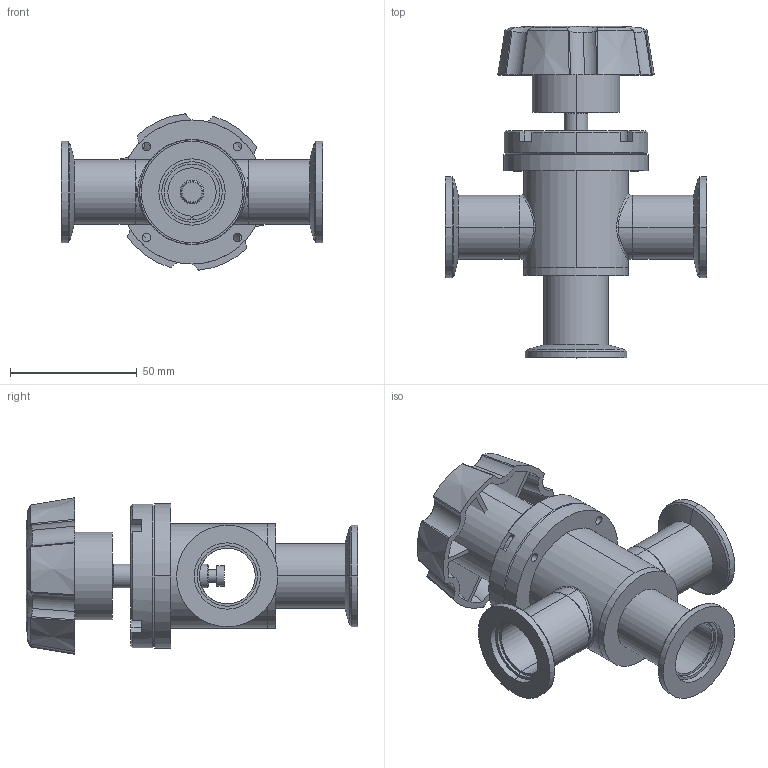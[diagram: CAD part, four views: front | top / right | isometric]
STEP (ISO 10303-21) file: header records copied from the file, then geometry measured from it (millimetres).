
FILE_DESCRIPTION (( 'STEP AP214' ), '1' );
FILE_NAME ('T-1000-H-NW25_TEE_VALVE_MANUAL.STEP', '2020-04-29T04:35:41', ( 'admin' ), ( 'Microsoft' ), 'SwSTEP 2.0', 'SolidWorks 2016', '' );
FILE_SCHEMA (( 'AUTOMOTIVE_DESIGN' ));
Length unit declared in the file: inch
Products named in the file (1): T-1000-H-NW25_TEE_VALVE_MANUAL
Bounding box: 103.12 x 130.96 x 61.72 mm (x, y, z)
Volume: 99721 mm3; surface area: 73006.9 mm2
Topology: 14 solids, 14 shells, 347 faces, 868 edges, 569 vertices
Faces by surface type: cylinder 147, plane 98, cone 81, bspline 20, sphere 1
Entity records: 14022 total; most frequent: CARTESIAN_POINT 5614, ORIENTED_EDGE 1736, DIRECTION 1667, EDGE_CURVE 868, AXIS2_PLACEMENT_3D 684, VERTEX_POINT 569, EDGE_LOOP 411, CIRCLE 356
